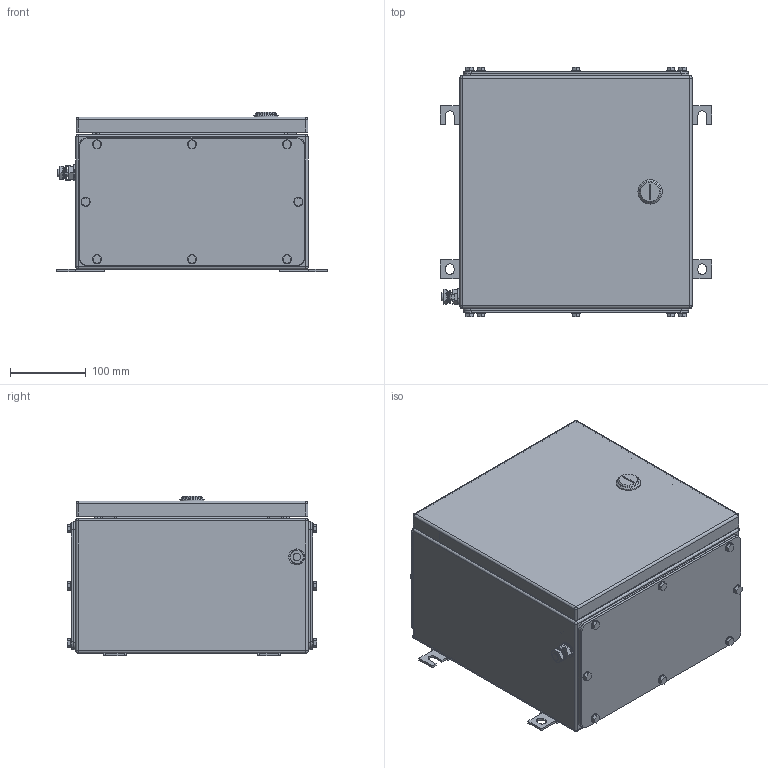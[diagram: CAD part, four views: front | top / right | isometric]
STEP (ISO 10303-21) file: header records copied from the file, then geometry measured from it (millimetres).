
FILE_DESCRIPTION(('CATIA V5 STEP Exchange','CAx-IF Rec.Pracs.--- Model Styling and Organization---1.4--- 2014-01-23'),'2;1');
FILE_NAME ('008781-7_3_1200080000_1200080000.stp','2019-09-23T06:33:05+00:00',('none'),('Weidmueller'),'CATIA Version 5-6 Release 2016 SP3 HF44','CATIA V5 STEP AP214','none');
FILE_SCHEMA(('AUTOMOTIVE_DESIGN { 1 0 10303 214 1 1 1 1 }'));
Length unit declared in the file: millimetre
Products named in the file (1): 1200080000
Bounding box: 357 x 328 x 209.8 mm (x, y, z)
Volume: 1086305.7 mm3; surface area: 1155824.4 mm2
Topology: 73 solids, 74 shells, 1497 faces, 3450 edges, 2156 vertices
Faces by surface type: cylinder 648, plane 643, cone 156, sphere 24, torus 22, bspline 4
Entity records: 40692 total; most frequent: CARTESIAN_POINT 8829, ORIENTED_EDGE 6768, DIRECTION 5351, EDGE_CURVE 3384, AXIS2_PLACEMENT_3D 2358, VERTEX_POINT 2156, VECTOR 1875, LINE 1875
